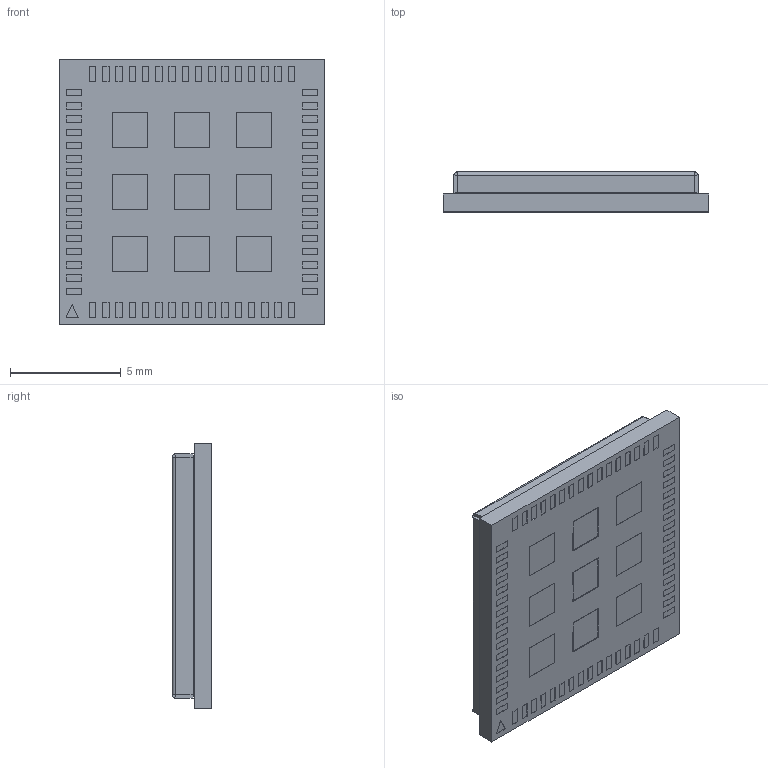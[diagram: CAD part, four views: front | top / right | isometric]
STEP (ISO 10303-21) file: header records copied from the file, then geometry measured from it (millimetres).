
FILE_DESCRIPTION((''),'2;1');
FILE_NAME('KG200T-ALL_ASM','2024-02-02T',('seven.qi'),(''),'CREO PARAMETRIC BY PTC INC, 2014190','CREO PARAMETRIC BY PTC INC, 2014190','');
FILE_SCHEMA(('CONFIG_CONTROL_DESIGN'));
Length unit declared in the file: millimetre
Products named in the file (3): KG200T-PCB; KG200T-COVER; KG200T-ALL_ASM
Assembly tree (2 placements, depth 2):
  KG200T-ALL_ASM
    KG200T-PCB
    KG200T-COVER
Bounding box: 12 x 1.8 x 12 mm (x, y, z)
Volume: 137.2 mm3; surface area: 651.4 mm2
Topology: 2 solids, 2 shells, 1630 faces, 4318 edges, 2842 vertices
Faces by surface type: plane 1524, extrusion 100, cylinder 6
Entity records: 64884 total; most frequent: CARTESIAN_POINT 10074, ORIENTED_EDGE 8636, DIRECTION 7300, PRESENTATION_STYLE_ASSIGNMENT 4458, STYLED_ITEM 4320, CURVE_STYLE 4318, EDGE_CURVE 4318, VECTOR 4206
